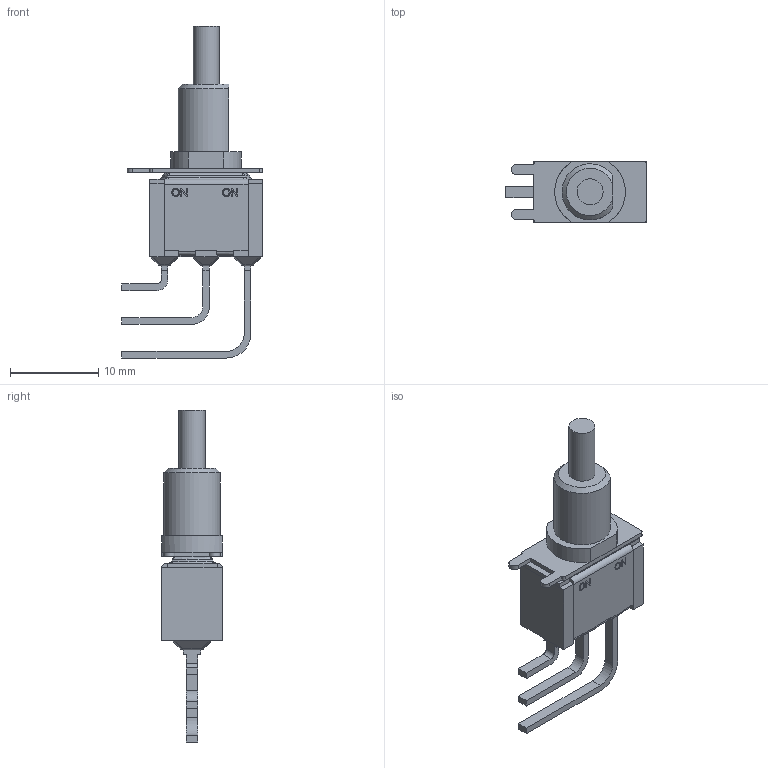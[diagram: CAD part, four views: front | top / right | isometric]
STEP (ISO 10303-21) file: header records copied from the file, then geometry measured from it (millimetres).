
FILE_DESCRIPTION(/* description */ (''),/* implementation_level */ '2;1');
FILE_NAME(/* name */ '700CSP7B71M7xE.stp',/* time_stamp */ '2025-12-22T17:15:40-06:00',/* author */ ('jmeyers'),/* organization */ (''),/* preprocessor_version */ 'ST-DEVELOPER v18.1',/* originating_system */ 'Autodesk Inventor 2022',/* authorisation */ '');
FILE_SCHEMA (('AUTOMOTIVE_DESIGN { 1 0 10303 214 3 1 1 }'));
Length unit declared in the file: inch
Products named in the file (1): Part63
Bounding box: 15.88 x 6.9 x 37.55 mm (x, y, z)
Volume: 1246.8 mm3; surface area: 1178.7 mm2
Topology: 1 solids, 4 shells, 311 faces, 778 edges, 474 vertices
Faces by surface type: plane 205, cylinder 59, bspline 28, sphere 12, torus 4, cone 3
Full cylindrical faces by diameter (mm): 2.92 x1, 2.946 x1
Entity records: 9396 total; most frequent: CARTESIAN_POINT 2136, ORIENTED_EDGE 1524, DIRECTION 1421, EDGE_CURVE 762, LINE 555, VECTOR 555, VERTEX_POINT 474, AXIS2_PLACEMENT_3D 433
